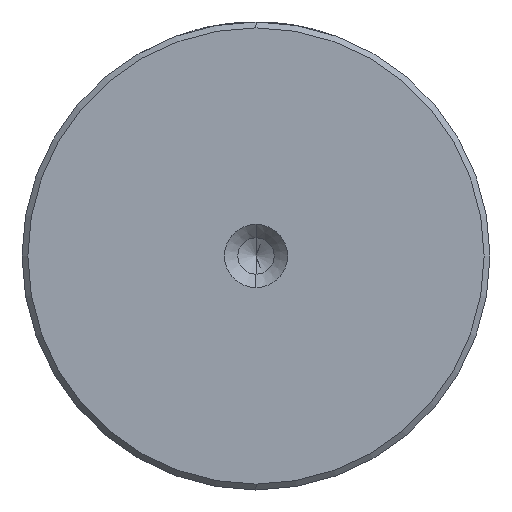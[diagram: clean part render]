
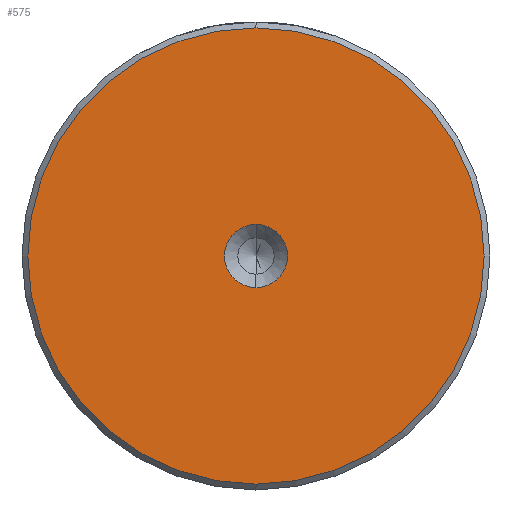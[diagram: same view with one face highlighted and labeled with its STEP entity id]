
A CAD part, left-side view. The second image highlights one B-rep face of the part: STEP entity #575.
In plain terms, the highlighted planar face has unit normal (-1, 0, 0).
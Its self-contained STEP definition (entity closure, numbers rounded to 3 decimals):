
#126 = CARTESIAN_POINT ( 'NONE',  ( 0., 0., 0. ) ) ;
#176 = CIRCLE ( 'NONE', #1938, 2.7 ) ;
#202 = DIRECTION ( 'NONE',  ( -1., 0., 0. ) ) ;
#320 = DIRECTION ( 'NONE',  ( -1., 0., 0. ) ) ;
#412 = CARTESIAN_POINT ( 'NONE',  ( 0., 0., 19.5 ) ) ;
#520 = CARTESIAN_POINT ( 'NONE',  ( 0., 0., 0. ) ) ;
#575 = ADVANCED_FACE ( 'NONE', ( #2659, #2567 ), #2965, .T. ) ;
#647 = DIRECTION ( 'NONE',  ( -1., 0., 0. ) ) ;
#725 = ORIENTED_EDGE ( 'NONE', *, *, #1027, .F. ) ;
#785 = DIRECTION ( 'NONE',  ( 0., 0., 1. ) ) ;
#938 = ORIENTED_EDGE ( 'NONE', *, *, #1205, .F. ) ;
#980 = VERTEX_POINT ( 'NONE', #2196 ) ;
#1027 = EDGE_CURVE ( 'NONE', #980, #1536, #2806, .T. ) ;
#1205 = EDGE_CURVE ( 'NONE', #1536, #980, #176, .T. ) ;
#1206 = EDGE_CURVE ( 'NONE', #1919, #2483, #2704, .T. ) ;
#1222 = EDGE_LOOP ( 'NONE', ( #725, #938 ) ) ;
#1237 = DIRECTION ( 'NONE',  ( -1., 0., 0. ) ) ;
#1396 = EDGE_LOOP ( 'NONE', ( #1414, #2429 ) ) ;
#1414 = ORIENTED_EDGE ( 'NONE', *, *, #1476, .T. ) ;
#1438 = DIRECTION ( 'NONE',  ( 0., 0., 1. ) ) ;
#1476 = EDGE_CURVE ( 'NONE', #2483, #1919, #3315, .T. ) ;
#1536 = VERTEX_POINT ( 'NONE', #1596 ) ;
#1596 = CARTESIAN_POINT ( 'NONE',  ( 0., 0., -2.7 ) ) ;
#1671 = AXIS2_PLACEMENT_3D ( 'NONE', #126, #647, #1438 ) ;
#1760 = CARTESIAN_POINT ( 'NONE',  ( 0., 0., 0. ) ) ;
#1873 = CARTESIAN_POINT ( 'NONE',  ( 0., 0., 0. ) ) ;
#1919 = VERTEX_POINT ( 'NONE', #412 ) ;
#1938 = AXIS2_PLACEMENT_3D ( 'NONE', #2786, #1237, #3038 ) ;
#2006 = CARTESIAN_POINT ( 'NONE',  ( 0., 0., -19.5 ) ) ;
#2032 = DIRECTION ( 'NONE',  ( 0., 0., 1. ) ) ;
#2107 = AXIS2_PLACEMENT_3D ( 'NONE', #1760, #202, #2032 ) ;
#2151 = DIRECTION ( 'NONE',  ( 0., 0., 1. ) ) ;
#2196 = CARTESIAN_POINT ( 'NONE',  ( 0., 0., 2.7 ) ) ;
#2335 = DIRECTION ( 'NONE',  ( -1., 0., 0. ) ) ;
#2429 = ORIENTED_EDGE ( 'NONE', *, *, #1206, .T. ) ;
#2483 = VERTEX_POINT ( 'NONE', #2006 ) ;
#2547 = AXIS2_PLACEMENT_3D ( 'NONE', #520, #2335, #785 ) ;
#2567 = FACE_BOUND ( 'NONE', #1222, .T. ) ;
#2659 = FACE_OUTER_BOUND ( 'NONE', #1396, .T. ) ;
#2704 = CIRCLE ( 'NONE', #2107, 19.5 ) ;
#2786 = CARTESIAN_POINT ( 'NONE',  ( 0., 0., 0. ) ) ;
#2800 = AXIS2_PLACEMENT_3D ( 'NONE', #1873, #320, #2151 ) ;
#2806 = CIRCLE ( 'NONE', #2800, 2.7 ) ;
#2965 = PLANE ( 'NONE',  #1671 ) ;
#3038 = DIRECTION ( 'NONE',  ( 0., 0., 1. ) ) ;
#3315 = CIRCLE ( 'NONE', #2547, 19.5 ) ;
